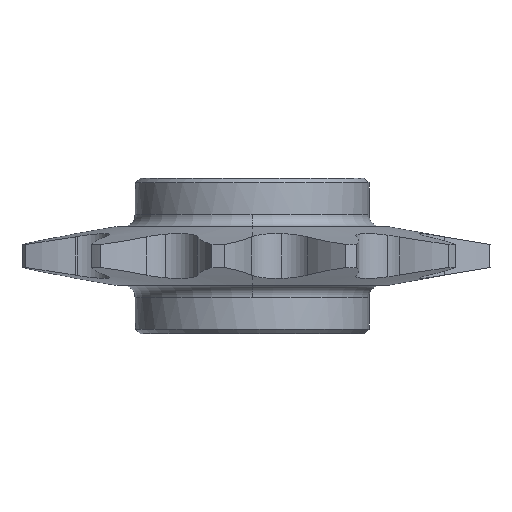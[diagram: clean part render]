
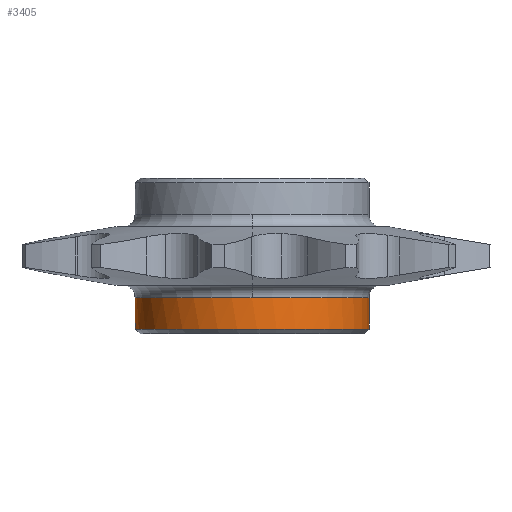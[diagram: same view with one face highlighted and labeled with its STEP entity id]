
A CAD part, left-side view. The second image highlights one B-rep face of the part: STEP entity #3405.
In plain terms, the highlighted cylindrical face has radius 9.525 mm (diameter 19.05 mm), a partial arc.
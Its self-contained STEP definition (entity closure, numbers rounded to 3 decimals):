
#20 = CIRCLE ( 'NONE', #201, 9.525 ) ;
#133 = CIRCLE ( 'NONE', #618, 9.525 ) ;
#201 = AXIS2_PLACEMENT_3D ( 'NONE', #1451, #332, #2895 ) ;
#266 = EDGE_LOOP ( 'NONE', ( #2329, #2287, #3374, #911, #1336, #2626, #3168 ) ) ;
#306 = DIRECTION ( 'NONE',  ( 0., 0., 1. ) ) ;
#332 = DIRECTION ( 'NONE',  ( 0., 0., 1. ) ) ;
#335 = AXIS2_PLACEMENT_3D ( 'NONE', #3268, #3302, #765 ) ;
#352 = AXIS2_PLACEMENT_3D ( 'NONE', #3151, #306, #1116 ) ;
#386 = EDGE_CURVE ( 'NONE', #1016, #2408, #133, .T. ) ;
#401 = DIRECTION ( 'NONE',  ( 0., 0., 1. ) ) ;
#423 = VERTEX_POINT ( 'NONE', #1257 ) ;
#506 = CIRCLE ( 'NONE', #335, 9.525 ) ;
#618 = AXIS2_PLACEMENT_3D ( 'NONE', #1010, #401, #1838 ) ;
#687 = CARTESIAN_POINT ( 'NONE',  ( 0., 0., -3.381 ) ) ;
#705 = EDGE_CURVE ( 'NONE', #2584, #423, #1190, .T. ) ;
#765 = DIRECTION ( 'NONE',  ( 1., 0., 0. ) ) ;
#911 = ORIENTED_EDGE ( 'NONE', *, *, #1744, .T. ) ;
#964 = EDGE_CURVE ( 'NONE', #1016, #2282, #1319, .T. ) ;
#1010 = CARTESIAN_POINT ( 'NONE',  ( 0., 0., -5.525 ) ) ;
#1016 = VERTEX_POINT ( 'NONE', #1125 ) ;
#1039 = DIRECTION ( 'NONE',  ( 0., 0., 1. ) ) ;
#1116 = DIRECTION ( 'NONE',  ( 0., -1., 0. ) ) ;
#1125 = CARTESIAN_POINT ( 'NONE',  ( 0., 9.525, -5.525 ) ) ;
#1190 = LINE ( 'NONE', #3017, #2905 ) ;
#1257 = CARTESIAN_POINT ( 'NONE',  ( 0., -9.525, -3.381 ) ) ;
#1302 = CARTESIAN_POINT ( 'NONE',  ( -0.794, 9.492, -5.95 ) ) ;
#1319 = LINE ( 'NONE', #3642, #2510 ) ;
#1336 = ORIENTED_EDGE ( 'NONE', *, *, #705, .T. ) ;
#1451 = CARTESIAN_POINT ( 'NONE',  ( 0., 0., -5.95 ) ) ;
#1574 = CIRCLE ( 'NONE', #3291, 9.525 ) ;
#1744 = EDGE_CURVE ( 'NONE', #1970, #2584, #20, .T. ) ;
#1759 = FACE_OUTER_BOUND ( 'NONE', #266, .T. ) ;
#1761 = VECTOR ( 'NONE', #1904, 1000. ) ;
#1838 = DIRECTION ( 'NONE',  ( -1., 0., 0. ) ) ;
#1904 = DIRECTION ( 'NONE',  ( 0., 0., -1. ) ) ;
#1970 = VERTEX_POINT ( 'NONE', #1302 ) ;
#1982 = VERTEX_POINT ( 'NONE', #3068 ) ;
#2206 = EDGE_CURVE ( 'NONE', #1982, #2282, #506, .T. ) ;
#2210 = EDGE_CURVE ( 'NONE', #2408, #1970, #3157, .T. ) ;
#2282 = VERTEX_POINT ( 'NONE', #2720 ) ;
#2287 = ORIENTED_EDGE ( 'NONE', *, *, #386, .T. ) ;
#2329 = ORIENTED_EDGE ( 'NONE', *, *, #964, .F. ) ;
#2334 = EDGE_CURVE ( 'NONE', #423, #1982, #1574, .T. ) ;
#2408 = VERTEX_POINT ( 'NONE', #3315 ) ;
#2426 = DIRECTION ( 'NONE',  ( 0., 0., 1. ) ) ;
#2510 = VECTOR ( 'NONE', #1039, 1000. ) ;
#2562 = CYLINDRICAL_SURFACE ( 'NONE', #352, 9.525 ) ;
#2584 = VERTEX_POINT ( 'NONE', #3176 ) ;
#2626 = ORIENTED_EDGE ( 'NONE', *, *, #2334, .T. ) ;
#2720 = CARTESIAN_POINT ( 'NONE',  ( 0., 9.525, -3.381 ) ) ;
#2895 = DIRECTION ( 'NONE',  ( 0., -1., 0. ) ) ;
#2905 = VECTOR ( 'NONE', #2426, 1000. ) ;
#2915 = CARTESIAN_POINT ( 'NONE',  ( -0.794, 9.492, 6.35 ) ) ;
#3017 = CARTESIAN_POINT ( 'NONE',  ( 0., -9.525, 6.35 ) ) ;
#3068 = CARTESIAN_POINT ( 'NONE',  ( -9.525, 0., -3.381 ) ) ;
#3151 = CARTESIAN_POINT ( 'NONE',  ( 0., 0., 6.35 ) ) ;
#3157 = LINE ( 'NONE', #2915, #1761 ) ;
#3168 = ORIENTED_EDGE ( 'NONE', *, *, #2206, .T. ) ;
#3176 = CARTESIAN_POINT ( 'NONE',  ( 0., -9.525, -5.95 ) ) ;
#3268 = CARTESIAN_POINT ( 'NONE',  ( 0., 0., -3.381 ) ) ;
#3277 = DIRECTION ( 'NONE',  ( 1., 0., 0. ) ) ;
#3291 = AXIS2_PLACEMENT_3D ( 'NONE', #687, #3581, #3277 ) ;
#3302 = DIRECTION ( 'NONE',  ( 0., 0., -1. ) ) ;
#3315 = CARTESIAN_POINT ( 'NONE',  ( -0.794, 9.492, -5.525 ) ) ;
#3374 = ORIENTED_EDGE ( 'NONE', *, *, #2210, .T. ) ;
#3405 = ADVANCED_FACE ( 'NONE', ( #1759 ), #2562, .T. ) ;
#3581 = DIRECTION ( 'NONE',  ( 0., 0., -1. ) ) ;
#3642 = CARTESIAN_POINT ( 'NONE',  ( 0., 9.525, 6.35 ) ) ;
